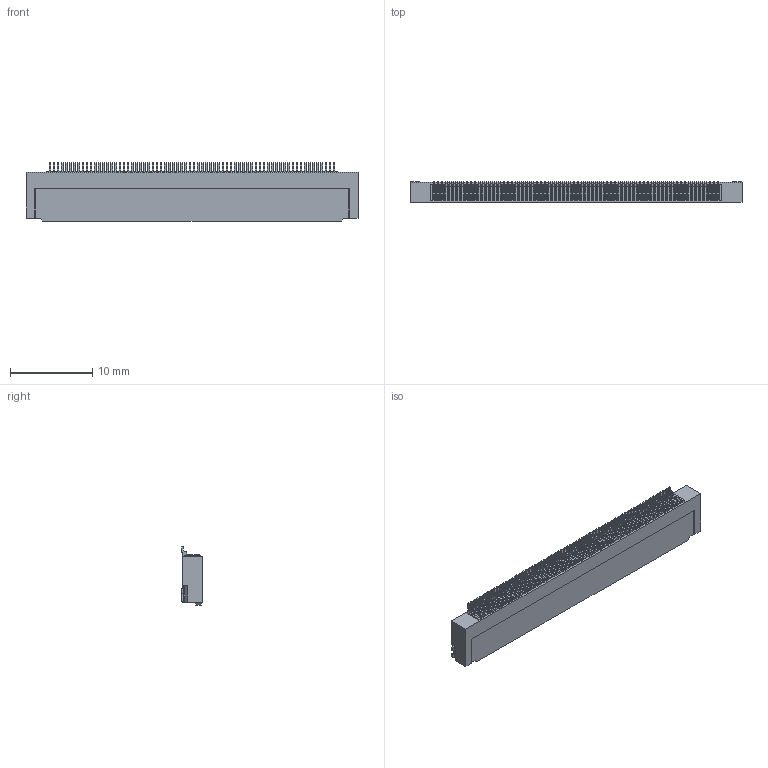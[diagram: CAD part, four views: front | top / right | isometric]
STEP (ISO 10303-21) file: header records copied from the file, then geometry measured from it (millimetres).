
FILE_DESCRIPTION(('CoCreate Modeling STEP Export'),'2;1');
FILE_NAME('0.5-18P-70Pin.stp','2019-12-23T14:14:20',(''),(''),'CoCreate Modeling STEP processor for AP214 (Solid Model)','CoCreate Modeling 17.0 01-Apr-2010 (C) Parametric Technology GmbH','');
FILE_SCHEMA(('AUTOMOTIVE_DESIGN { 1 0 10303 214 1 1 1 1 }'));
Length unit declared in the file: millimetre
Products named in the file (2): 0.5-18P-70Pin
Assembly tree (1 placements, depth 2):
  0.5-18P-70Pin
    0.5-18P-70Pin
Bounding box: 40.3 x 2.52 x 7.08 mm (x, y, z)
Volume: 513 mm3; surface area: 1183.1 mm2
Topology: 1 solids, 1 shells, 1825 faces, 5035 edges, 3356 vertices
Faces by surface type: plane 1249, cylinder 576
Entity records: 58270 total; most frequent: CARTESIAN_POINT 10144, ORIENTED_EDGE 10070, DIRECTION 9707, EDGE_CURVE 5035, VECTOR 3869, LINE 3869, VERTEX_POINT 3356, AXIS2_PLACEMENT_3D 2919
